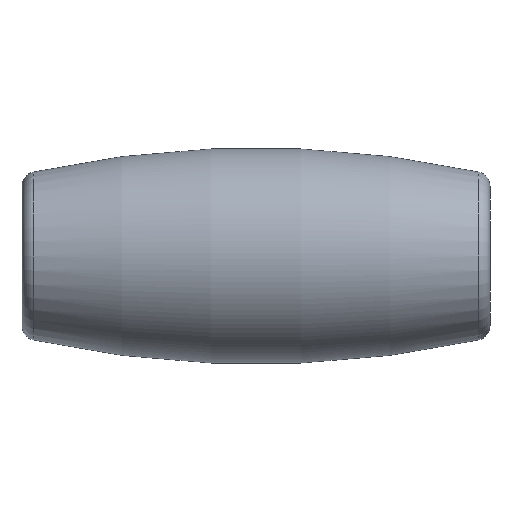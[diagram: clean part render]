
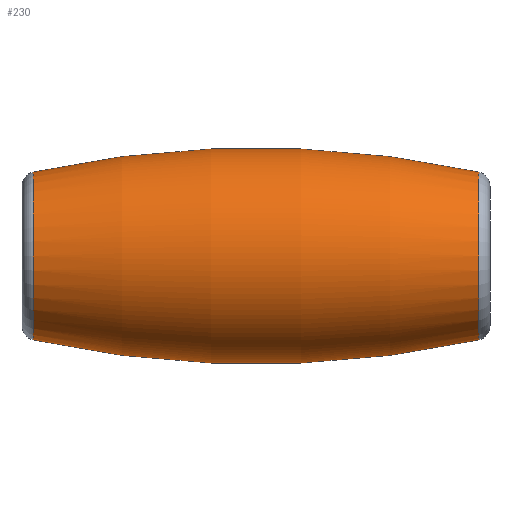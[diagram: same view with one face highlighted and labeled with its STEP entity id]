
A CAD part, front view. The second image highlights one B-rep face of the part: STEP entity #230.
In plain terms, the highlighted toroidal (fillet/blend) face has major radius 65 mm and minor radius 72.5 mm.
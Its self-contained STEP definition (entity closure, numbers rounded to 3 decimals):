
#11 = EDGE_CURVE ( 'NONE', #124, #49, #242, .T. ) ;
#24 = CARTESIAN_POINT ( 'NONE',  ( 15.463, 0., -5.832 ) ) ;
#26 = AXIS2_PLACEMENT_3D ( 'NONE', #165, #253, #300 ) ;
#27 = DIRECTION ( 'NONE',  ( -1., 0., 0. ) ) ;
#29 = CARTESIAN_POINT ( 'NONE',  ( 0., 0., 65. ) ) ;
#47 = EDGE_LOOP ( 'NONE', ( #127, #147, #302, #172 ) ) ;
#49 = VERTEX_POINT ( 'NONE', #130 ) ;
#52 = AXIS2_PLACEMENT_3D ( 'NONE', #222, #27, #104 ) ;
#55 = FACE_OUTER_BOUND ( 'NONE', #47, .T. ) ;
#69 = AXIS2_PLACEMENT_3D ( 'NONE', #243, #157, #83 ) ;
#83 = DIRECTION ( 'NONE',  ( 0., 0., -1. ) ) ;
#85 = EDGE_CURVE ( 'NONE', #259, #124, #138, .T. ) ;
#104 = DIRECTION ( 'NONE',  ( 0., 0., 1. ) ) ;
#115 = CIRCLE ( 'NONE', #290, 72.5 ) ;
#124 = VERTEX_POINT ( 'NONE', #186 ) ;
#127 = ORIENTED_EDGE ( 'NONE', *, *, #272, .F. ) ;
#130 = CARTESIAN_POINT ( 'NONE',  ( -15.463, 0., 5.832 ) ) ;
#134 = CIRCLE ( 'NONE', #220, 5.832 ) ;
#138 = CIRCLE ( 'NONE', #26, 5.832 ) ;
#147 = ORIENTED_EDGE ( 'NONE', *, *, #85, .T. ) ;
#157 = DIRECTION ( 'NONE',  ( 0., -1., 0. ) ) ;
#165 = CARTESIAN_POINT ( 'NONE',  ( 15.463, 0., 0. ) ) ;
#171 = DIRECTION ( 'NONE',  ( 1., 0., 0. ) ) ;
#172 = ORIENTED_EDGE ( 'NONE', *, *, #204, .T. ) ;
#186 = CARTESIAN_POINT ( 'NONE',  ( 15.463, 0., 5.832 ) ) ;
#189 = DIRECTION ( 'NONE',  ( 0., 0., -1. ) ) ;
#195 = DIRECTION ( 'NONE',  ( 0., 1., 0. ) ) ;
#204 = EDGE_CURVE ( 'NONE', #49, #287, #134, .T. ) ;
#210 = DIRECTION ( 'NONE',  ( 0., 0., 1. ) ) ;
#216 = CARTESIAN_POINT ( 'NONE',  ( -15.463, 0., -5.832 ) ) ;
#220 = AXIS2_PLACEMENT_3D ( 'NONE', #241, #171, #189 ) ;
#222 = CARTESIAN_POINT ( 'NONE',  ( 0., 0., 0. ) ) ;
#230 = ADVANCED_FACE ( 'NONE', ( #55 ), #301, .T. ) ;
#241 = CARTESIAN_POINT ( 'NONE',  ( -15.463, 0., 0. ) ) ;
#242 = CIRCLE ( 'NONE', #69, 72.5 ) ;
#243 = CARTESIAN_POINT ( 'NONE',  ( 0., 0., -65. ) ) ;
#253 = DIRECTION ( 'NONE',  ( -1., 0., 0. ) ) ;
#259 = VERTEX_POINT ( 'NONE', #24 ) ;
#272 = EDGE_CURVE ( 'NONE', #259, #287, #115, .T. ) ;
#287 = VERTEX_POINT ( 'NONE', #216 ) ;
#290 = AXIS2_PLACEMENT_3D ( 'NONE', #29, #195, #210 ) ;
#300 = DIRECTION ( 'NONE',  ( 0., 0., 1. ) ) ;
#301 = TOROIDAL_SURFACE ( 'NONE', #52, -65., 72.5 ) ;
#302 = ORIENTED_EDGE ( 'NONE', *, *, #11, .T. ) ;
